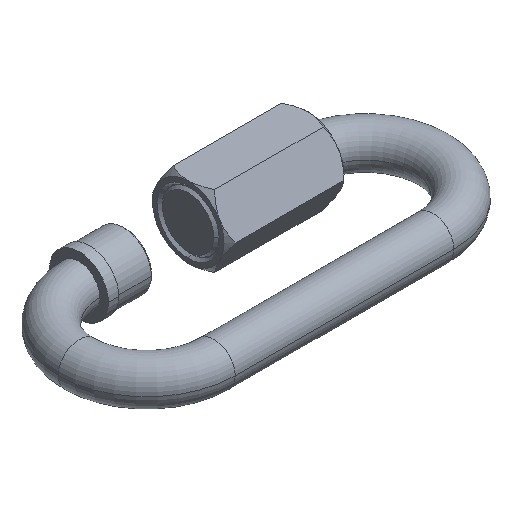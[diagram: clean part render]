
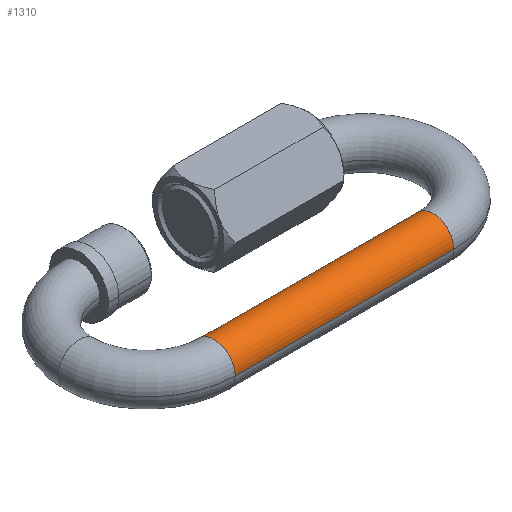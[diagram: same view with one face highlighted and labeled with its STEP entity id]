
A CAD part, isometric view. The second image highlights one B-rep face of the part: STEP entity #1310.
In plain terms, the highlighted cylindrical face has radius 4 mm (diameter 8 mm), a partial arc.
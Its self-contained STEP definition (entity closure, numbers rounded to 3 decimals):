
#8 = DIRECTION ( 'NONE',  ( -1., 0., 0. ) ) ;
#23 = VECTOR ( 'NONE', #625, 1000. ) ;
#30 = VERTEX_POINT ( 'NONE', #1287 ) ;
#65 = AXIS2_PLACEMENT_3D ( 'NONE', #862, #757, #1283 ) ;
#71 = AXIS2_PLACEMENT_3D ( 'NONE', #488, #593, #722 ) ;
#72 = LINE ( 'NONE', #696, #224 ) ;
#80 = VERTEX_POINT ( 'NONE', #1380 ) ;
#81 = EDGE_CURVE ( 'NONE', #30, #80, #908, .T. ) ;
#110 = CARTESIAN_POINT ( 'NONE',  ( 21., -13., 0. ) ) ;
#118 = DIRECTION ( 'NONE',  ( 0., 0., -1. ) ) ;
#196 = CYLINDRICAL_SURFACE ( 'NONE', #65, 4. ) ;
#201 = VERTEX_POINT ( 'NONE', #688 ) ;
#224 = VECTOR ( 'NONE', #590, 1000. ) ;
#407 = CIRCLE ( 'NONE', #71, 4. ) ;
#488 = CARTESIAN_POINT ( 'NONE',  ( -21., -13., 0. ) ) ;
#493 = EDGE_CURVE ( 'NONE', #201, #80, #407, .T. ) ;
#519 = ORIENTED_EDGE ( 'NONE', *, *, #794, .T. ) ;
#524 = CARTESIAN_POINT ( 'NONE',  ( 21., -9., 0. ) ) ;
#545 = CARTESIAN_POINT ( 'NONE',  ( 21., -17., 0. ) ) ;
#590 = DIRECTION ( 'NONE',  ( -1., 0., 0. ) ) ;
#593 = DIRECTION ( 'NONE',  ( -1., 0., 0. ) ) ;
#625 = DIRECTION ( 'NONE',  ( -1., 0., 0. ) ) ;
#688 = CARTESIAN_POINT ( 'NONE',  ( -21., -17., 0. ) ) ;
#696 = CARTESIAN_POINT ( 'NONE',  ( 21., -17., 0. ) ) ;
#722 = DIRECTION ( 'NONE',  ( 0., 0., -1. ) ) ;
#757 = DIRECTION ( 'NONE',  ( -1., 0., 0. ) ) ;
#794 = EDGE_CURVE ( 'NONE', #805, #30, #1230, .T. ) ;
#805 = VERTEX_POINT ( 'NONE', #545 ) ;
#862 = CARTESIAN_POINT ( 'NONE',  ( 21., -13., 0. ) ) ;
#908 = LINE ( 'NONE', #524, #23 ) ;
#920 = FACE_OUTER_BOUND ( 'NONE', #1080, .T. ) ;
#973 = ORIENTED_EDGE ( 'NONE', *, *, #81, .T. ) ;
#1009 = ORIENTED_EDGE ( 'NONE', *, *, #1161, .F. ) ;
#1022 = ORIENTED_EDGE ( 'NONE', *, *, #493, .F. ) ;
#1080 = EDGE_LOOP ( 'NONE', ( #519, #973, #1022, #1009 ) ) ;
#1161 = EDGE_CURVE ( 'NONE', #805, #201, #72, .T. ) ;
#1176 = AXIS2_PLACEMENT_3D ( 'NONE', #110, #8, #118 ) ;
#1230 = CIRCLE ( 'NONE', #1176, 4. ) ;
#1283 = DIRECTION ( 'NONE',  ( 0., -1., 0. ) ) ;
#1287 = CARTESIAN_POINT ( 'NONE',  ( 21., -9., 0. ) ) ;
#1310 = ADVANCED_FACE ( 'NONE', ( #920 ), #196, .T. ) ;
#1380 = CARTESIAN_POINT ( 'NONE',  ( -21., -9., 0. ) ) ;
